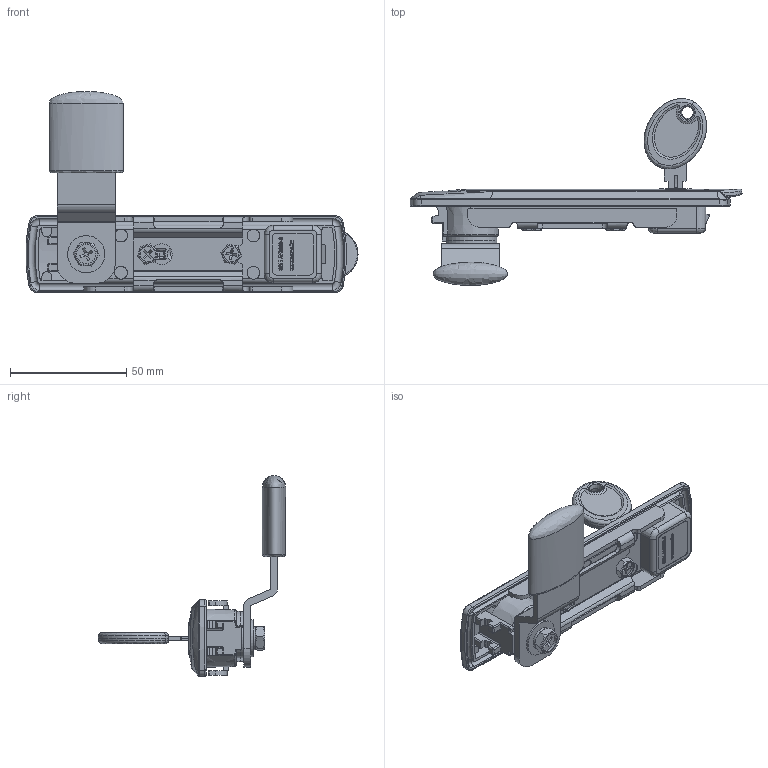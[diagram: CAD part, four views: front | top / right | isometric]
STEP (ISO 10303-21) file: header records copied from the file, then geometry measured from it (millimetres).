
FILE_DESCRIPTION(/* description */ (''),/* implementation_level */ '2;1');
FILE_NAME(/* name */ 'SBH-AF3620-3 v1.step',/* time_stamp */ '2024-06-24T08:56:16+09:00',/* author */ (''),/* organization */ (''),/* preprocessor_version */ 'ST-DEVELOPER v20',/* originating_system */ 'Autodesk Translation Framework v13.14.0.145',/* authorisation */ '');
FILE_SCHEMA (('AUTOMOTIVE_DESIGN { 1 0 10303 214 3 1 1 }'));
Products named in the file (1): SBH-AF3620-3
Bounding box: 142.88 x 80.57 x 86.5 mm (x, y, z)
Volume: 52103.1 mm3; surface area: 50738.6 mm2
Topology: 18 solids, 18 shells, 1946 faces, 5203 edges, 3370 vertices
Faces by surface type: plane 960, bspline 481, cylinder 376, cone 57, torus 54, sphere 18
Full cylindrical faces by diameter (mm): 1 x1, 3.1 x3, 3.5 x2, 4 x2, 4.2 x2, 4.5 x2, 5 x2, 5.3 x1, 5.5 x6, 6 x1, 6.5 x2, 7 x2, 8.3 x1, 9.8 x1, 12.7 x1, 13.3 x1, 13.4 x1, 14 x1, 14.3 x1, 15.2 x1, 16 x2, 20.6 x1
Entity records: 80751 total; most frequent: CARTESIAN_POINT 34715, ORIENTED_EDGE 10402, DIRECTION 8269, EDGE_CURVE 5201, VERTEX_POINT 3370, LINE 2999, VECTOR 2999, AXIS2_PLACEMENT_3D 2635
